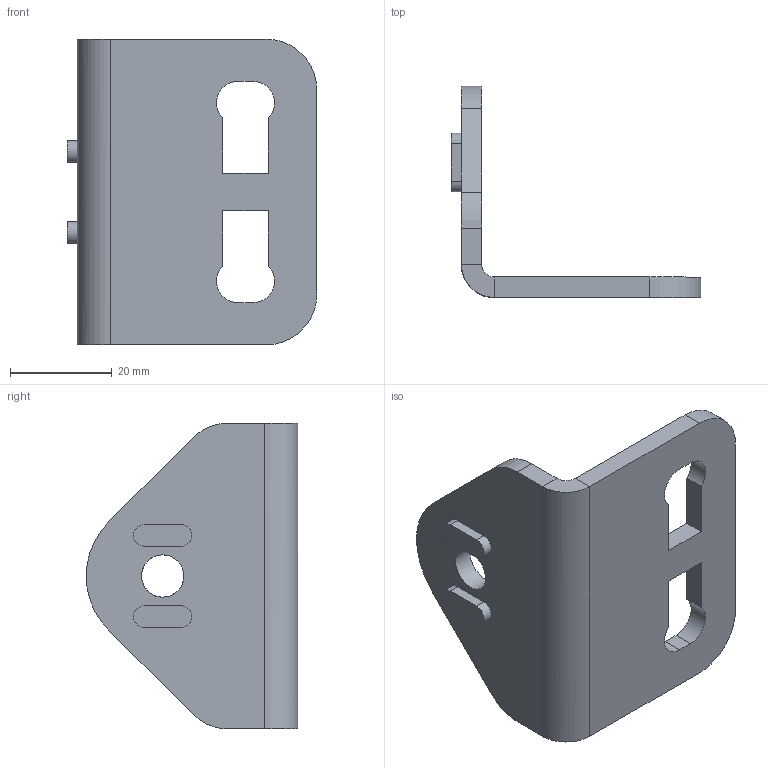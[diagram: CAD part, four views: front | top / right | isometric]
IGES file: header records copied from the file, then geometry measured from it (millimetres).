
Global section: file name: 201091; native system: Autodesk Inventor 2021; preprocessor: unknown; author: Spacek; date: 20201210.170544; units: millimetre
Bounding box: 49 x 41.5 x 60 mm (x, y, z)
Volume: 15709.1 mm3; surface area: 9645.5 mm2
Topology: 1 solids, 1 shells, 53 faces, 135 edges, 88 vertices
Faces by surface type: bspline 53
